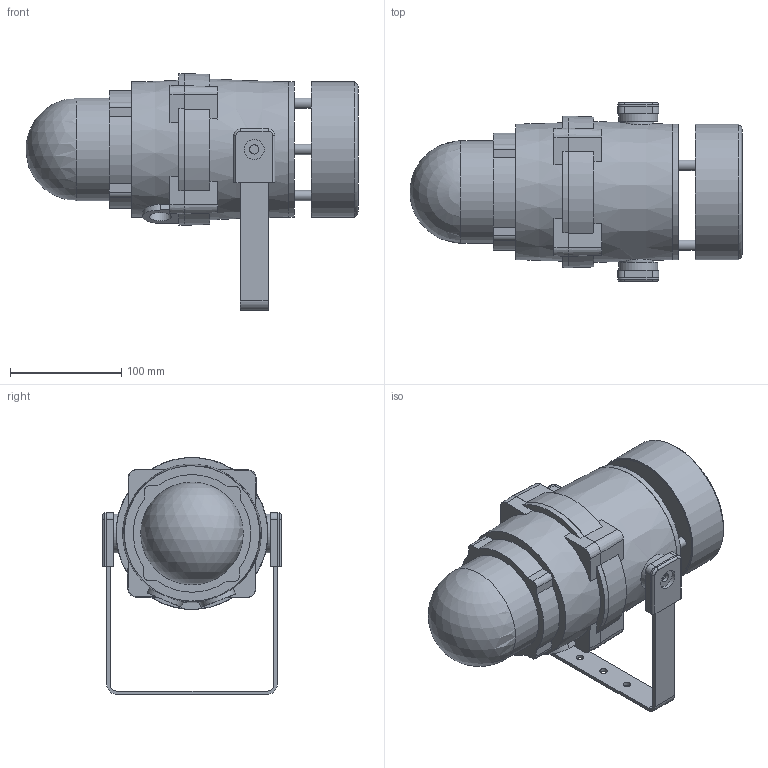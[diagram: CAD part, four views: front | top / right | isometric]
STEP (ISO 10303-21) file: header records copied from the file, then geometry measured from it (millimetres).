
FILE_DESCRIPTION (( 'STEP AP214' ), '1' );
FILE_NAME ('D210-05-621-3D_Issue_A.STEP', '2022-11-15T11:17:41', ( '' ), ( '' ), 'SwSTEP 2.0', 'SolidWorks 2022', '' );
FILE_SCHEMA (( 'AUTOMOTIVE_DESIGN' ));
Length unit declared in the file: millimetre
Products named in the file (7): D210-05-621-3D_Issue_A; Bex sounder main body; stirrup; RADIAL HORN; b; Beacon 2ndary body; a
Assembly tree (8 placements, depth 2):
  D210-05-621-3D_Issue_A
    Bex sounder main body
    Beacon 2ndary body
    stirrup
    b  x2
    a  x2
    RADIAL HORN
Bounding box: 299.09 x 161 x 213.32 mm (x, y, z)
Volume: 2632200.3 mm3; surface area: 275447.6 mm2
Topology: 8 solids, 8 shells, 223 faces, 556 edges, 372 vertices
Faces by surface type: plane 125, cylinder 59, cone 29, torus 8, sphere 2
Full cylindrical faces by diameter (mm): 7 x3, 8.3 x4, 9.282 x3, 13 x2, 13.5 x2, 18 x2, 20 x2, 29 x2, 35 x2, 40 x1, 41 x1, 92.4 x1, 121.802 x1, 122 x1
Entity records: 6696 total; most frequent: CARTESIAN_POINT 1427, DIRECTION 939, ORIENTED_EDGE 834, EDGE_CURVE 417, AXIS2_PLACEMENT_3D 366, VERTEX_POINT 300, EDGE_LOOP 271, FACE_OUTER_BOUND 216
